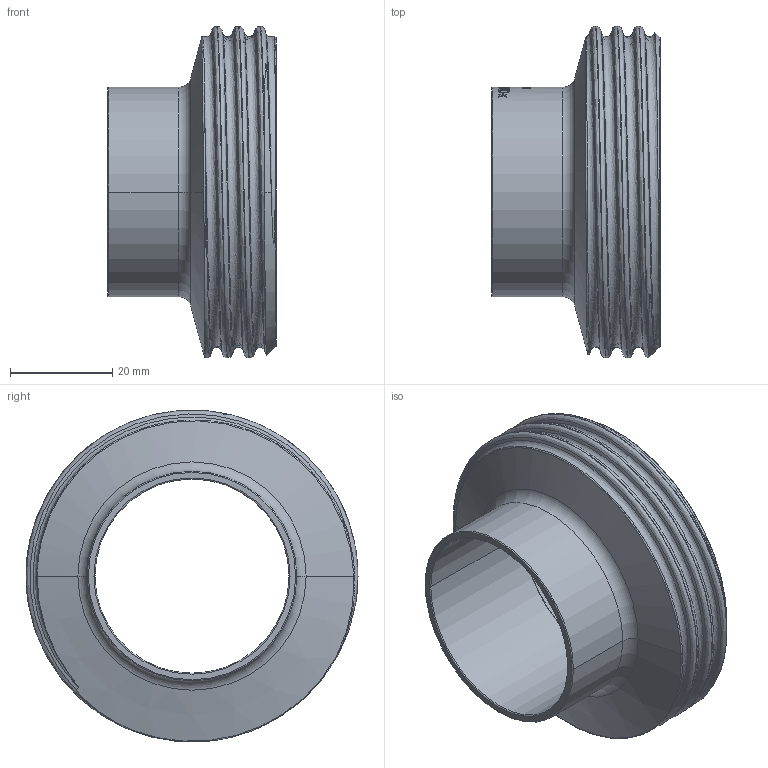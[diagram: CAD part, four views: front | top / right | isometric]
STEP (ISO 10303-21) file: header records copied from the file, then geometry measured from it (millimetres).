
FILE_DESCRIPTION (( 'STEP AP214' ), '1' );
FILE_NAME ('GL-213-038-x Gewindestutzen DIN11851 SC41 x1,5 1709.STEP', '2017-08-29T08:40:13', ( '' ), ( '' ), 'SwSTEP 2.0', 'SolidWorks 2016', '' );
FILE_SCHEMA (( 'AUTOMOTIVE_DESIGN' ));
Length unit declared in the file: millimetre
Products named in the file (1): GL-213-038-x Gewindestutzen DIN11851 SC41 x1,5 1709
Bounding box: 33 x 65 x 64.92 mm (x, y, z)
Volume: 23532.1 mm3; surface area: 14995.3 mm2
Topology: 1 solids, 1 shells, 237 faces, 614 edges, 401 vertices
Faces by surface type: bspline 105, plane 62, cylinder 40, torus 23, cone 7
Entity records: 22439 total; most frequent: CARTESIAN_POINT 15603, ORIENTED_EDGE 1228, DIRECTION 649, EDGE_CURVE 614, VERTEX_POINT 401, B_SPLINE_CURVE_WITH_KNOTS 349, AXIS2_PLACEMENT_3D 267, EDGE_LOOP 261
